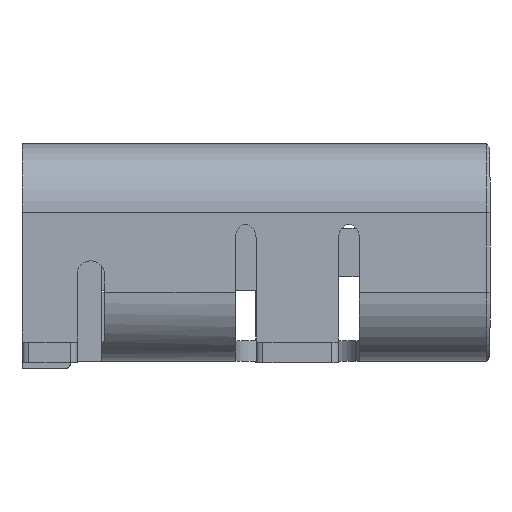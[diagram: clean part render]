
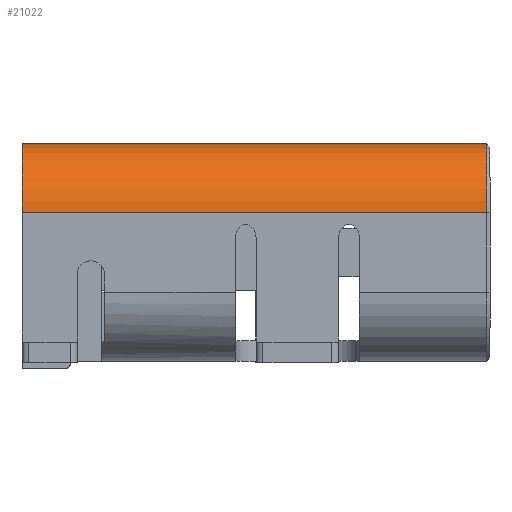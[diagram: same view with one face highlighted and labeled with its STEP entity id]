
A CAD part, left-side view. The second image highlights one B-rep face of the part: STEP entity #21022.
In plain terms, the highlighted cylindrical face has radius 1 mm (diameter 2 mm), a partial arc.
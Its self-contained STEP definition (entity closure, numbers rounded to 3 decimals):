
#865 = EDGE_CURVE ( 'NONE', #14039, #31174, #23916, .T. ) ;
#1632 = DIRECTION ( 'NONE',  ( 0., 1., 0. ) ) ;
#1873 = DIRECTION ( 'NONE',  ( 0., 0., 1. ) ) ;
#2023 = CARTESIAN_POINT ( 'NONE',  ( -3.475, -3.35, 3.16 ) ) ;
#2724 = VERTEX_POINT ( 'NONE', #5523 ) ;
#4268 = CARTESIAN_POINT ( 'NONE',  ( -4.475, -3.35, 2.16 ) ) ;
#5523 = CARTESIAN_POINT ( 'NONE',  ( -3.475, 3.4, 3.16 ) ) ;
#6700 = VECTOR ( 'NONE', #18576, 1000. ) ;
#8875 = VERTEX_POINT ( 'NONE', #17027 ) ;
#8922 = ORIENTED_EDGE ( 'NONE', *, *, #865, .T. ) ;
#9229 = CARTESIAN_POINT ( 'NONE',  ( -4.475, 3.4, 2.16 ) ) ;
#9492 = CARTESIAN_POINT ( 'NONE',  ( -3.475, -3.35, 2.16 ) ) ;
#9814 = CARTESIAN_POINT ( 'NONE',  ( -3.475, 3.4, 2.16 ) ) ;
#10768 = EDGE_CURVE ( 'NONE', #2724, #8875, #13400, .T. ) ;
#11751 = CYLINDRICAL_SURFACE ( 'NONE', #15921, 1. ) ;
#13400 = CIRCLE ( 'NONE', #19288, 1. ) ;
#13816 = CARTESIAN_POINT ( 'NONE',  ( -3.475, 0., 2.16 ) ) ;
#14039 = VERTEX_POINT ( 'NONE', #4268 ) ;
#15034 = EDGE_LOOP ( 'NONE', ( #31411, #8922, #18017, #20056 ) ) ;
#15921 = AXIS2_PLACEMENT_3D ( 'NONE', #13816, #29201, #24032 ) ;
#16040 = LINE ( 'NONE', #21725, #6700 ) ;
#17027 = CARTESIAN_POINT ( 'NONE',  ( -4.475, 3.4, 2.16 ) ) ;
#17214 = DIRECTION ( 'NONE',  ( 0., 0., -1. ) ) ;
#17713 = DIRECTION ( 'NONE',  ( 0., -1., 0. ) ) ;
#18017 = ORIENTED_EDGE ( 'NONE', *, *, #19242, .F. ) ;
#18576 = DIRECTION ( 'NONE',  ( 0., -1., 0. ) ) ;
#19156 = LINE ( 'NONE', #9229, #21830 ) ;
#19242 = EDGE_CURVE ( 'NONE', #2724, #31174, #16040, .T. ) ;
#19288 = AXIS2_PLACEMENT_3D ( 'NONE', #9814, #17713, #1873 ) ;
#20056 = ORIENTED_EDGE ( 'NONE', *, *, #10768, .T. ) ;
#21022 = ADVANCED_FACE ( 'NONE', ( #24532 ), #11751, .T. ) ;
#21725 = CARTESIAN_POINT ( 'NONE',  ( -3.475, -3.4, 3.16 ) ) ;
#21830 = VECTOR ( 'NONE', #1632, 1000. ) ;
#22574 = DIRECTION ( 'NONE',  ( 0., 1., 0. ) ) ;
#23916 = CIRCLE ( 'NONE', #28174, 1. ) ;
#24032 = DIRECTION ( 'NONE',  ( -1., 0., 0. ) ) ;
#24532 = FACE_OUTER_BOUND ( 'NONE', #15034, .T. ) ;
#28174 = AXIS2_PLACEMENT_3D ( 'NONE', #9492, #22574, #17214 ) ;
#29201 = DIRECTION ( 'NONE',  ( 0., 1., 0. ) ) ;
#30007 = EDGE_CURVE ( 'NONE', #14039, #8875, #19156, .T. ) ;
#31174 = VERTEX_POINT ( 'NONE', #2023 ) ;
#31411 = ORIENTED_EDGE ( 'NONE', *, *, #30007, .F. ) ;
